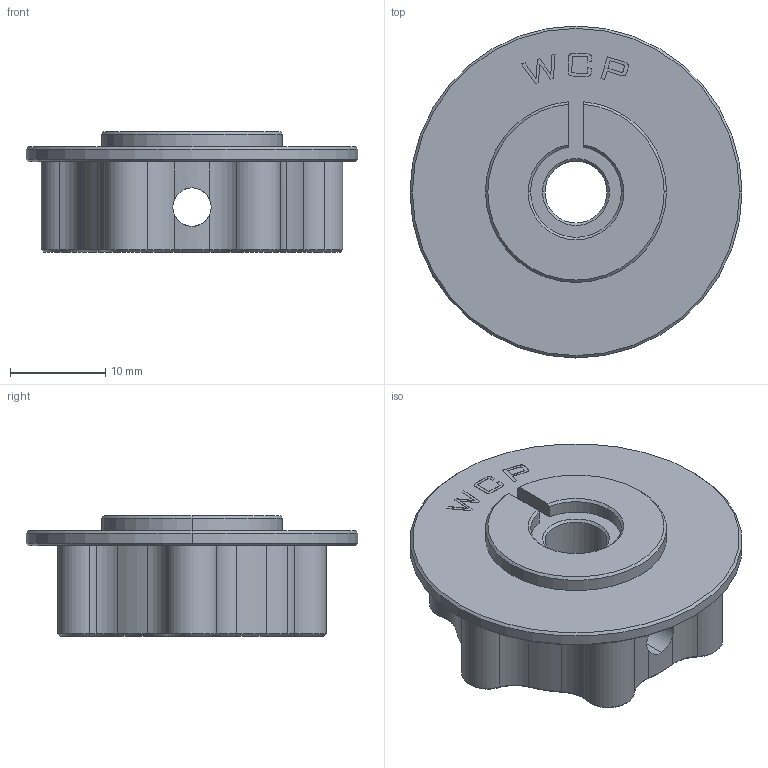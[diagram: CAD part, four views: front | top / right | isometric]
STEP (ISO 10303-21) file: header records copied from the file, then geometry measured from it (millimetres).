
FILE_DESCRIPTION (( 'STEP AP214' ), '1' );
FILE_NAME ('WCP-1392.step', '2024-01-05T21:56:11', ( '' ), ( '' ), 'SwSTEP 2.0', 'SolidWorks 2022', '' );
FILE_SCHEMA (( 'AUTOMOTIVE_DESIGN' ));
Length unit declared in the file: inch
Products named in the file (1): WCP-1392
Bounding box: 34.92 x 34.92 x 12.7 mm (x, y, z)
Volume: 6961.2 mm3; surface area: 3490.5 mm2
Topology: 1 solids, 1 shells, 141 faces, 366 edges, 231 vertices
Faces by surface type: cylinder 45, plane 44, cone 43, bspline 9
Entity records: 5127 total; most frequent: CARTESIAN_POINT 1496, ORIENTED_EDGE 732, DIRECTION 717, EDGE_CURVE 366, AXIS2_PLACEMENT_3D 256, VERTEX_POINT 231, LINE 205, VECTOR 205
